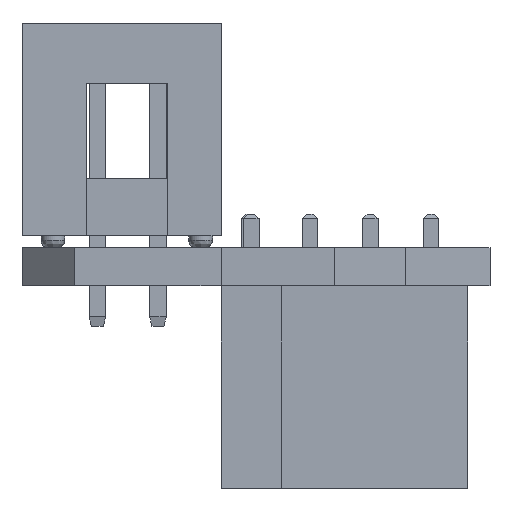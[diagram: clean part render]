
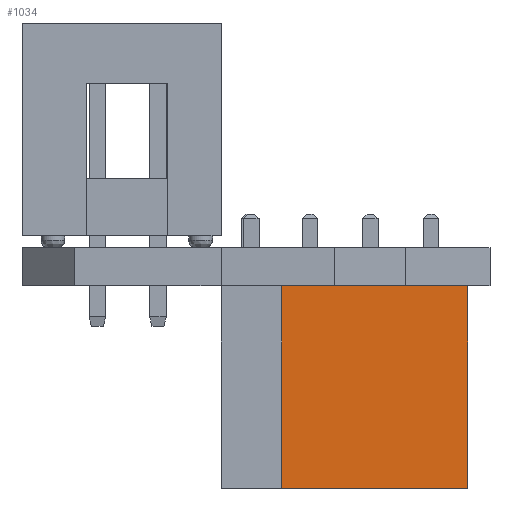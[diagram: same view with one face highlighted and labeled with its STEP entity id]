
A CAD part, left-side view. The second image highlights one B-rep face of the part: STEP entity #1034.
In plain terms, the highlighted planar face has unit normal (-1, 0, 0).
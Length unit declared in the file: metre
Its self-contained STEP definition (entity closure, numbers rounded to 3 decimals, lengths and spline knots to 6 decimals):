
#1034 = ADVANCED_FACE( 'NONE', ( #3250 ), #3251, .F. );
#3250 = FACE_OUTER_BOUND( '', #6034, .T. );
#3251 = PLANE( '', #6035 );
#6034 = EDGE_LOOP( '', ( #13489, #13490, #13491, #13492 ) );
#6035 = AXIS2_PLACEMENT_3D( '', #13493, #13494, #13495 );
#13489 = ORIENTED_EDGE( '', *, *, #15482, .T. );
#13490 = ORIENTED_EDGE( '', *, *, #17013, .T. );
#13491 = ORIENTED_EDGE( '', *, *, #16887, .F. );
#13492 = ORIENTED_EDGE( '', *, *, #16909, .T. );
#13493 = CARTESIAN_POINT( '', ( 0.025722, 0.0101, -0.002578 ) );
#13494 = DIRECTION( '', ( 1., 0., 0. ) );
#13495 = DIRECTION( '', ( 0., 0., 1. ) );
#15482 = EDGE_CURVE( 'NONE', #18710, #18708, #18711, .T. );
#16887 = EDGE_CURVE( 'NONE', #20909, #20910, #20911, .T. );
#16909 = EDGE_CURVE( 'NONE', #20909, #18710, #20943, .T. );
#17013 = EDGE_CURVE( '', #18708, #20910, #21064, .T. );
#18708 = VERTEX_POINT( '', #23594 );
#18710 = VERTEX_POINT( '', #23597 );
#18711 = LINE( '', #23598, #23599 );
#20909 = VERTEX_POINT( 'NONE', #27185 );
#20910 = VERTEX_POINT( '', #27186 );
#20911 = LINE( '', #27187, #27188 );
#20943 = LINE( '', #27241, #27242 );
#21064 = LINE( '', #27466, #27467 );
#23594 = CARTESIAN_POINT( '', ( 0.025722, 0.0016, 0.007762 ) );
#23597 = CARTESIAN_POINT( '', ( 0.025722, 0.0016, -0.002578 ) );
#23598 = CARTESIAN_POINT( '', ( 0.025722, 0.0016, -0.002578 ) );
#23599 = VECTOR( '', #28627, 1. );
#27185 = CARTESIAN_POINT( '', ( 0.025722, 0.0101, -0.002578 ) );
#27186 = CARTESIAN_POINT( '', ( 0.025722, 0.0101, 0.007762 ) );
#27187 = CARTESIAN_POINT( '', ( 0.025722, 0.0101, -0.002578 ) );
#27188 = VECTOR( '', #30064, 1. );
#27241 = CARTESIAN_POINT( '', ( 0.025722, 0.0101, -0.002578 ) );
#27242 = VECTOR( '', #30086, 1. );
#27466 = CARTESIAN_POINT( '', ( 0.025722, 0.0101, 0.007762 ) );
#27467 = VECTOR( '', #30190, 1. );
#28627 = DIRECTION( '', ( 0., 0., 1. ) );
#30064 = DIRECTION( '', ( 0., 0., 1. ) );
#30086 = DIRECTION( '', ( 0., -1., 0. ) );
#30190 = DIRECTION( '', ( 0., 1., 0. ) );
